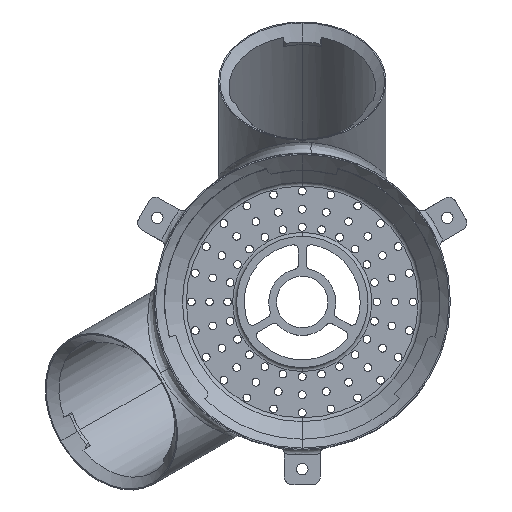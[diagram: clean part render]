
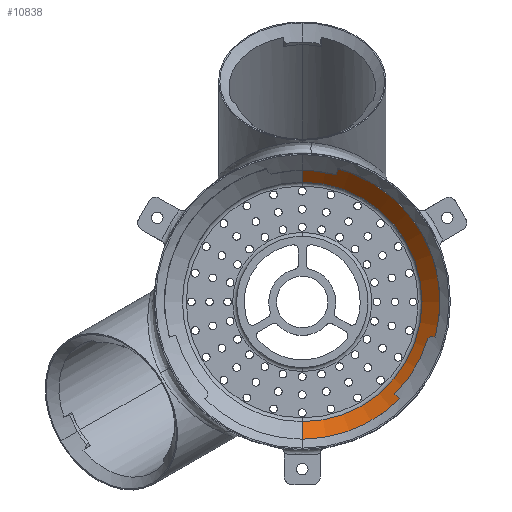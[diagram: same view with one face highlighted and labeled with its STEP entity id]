
A CAD part, top view. The second image highlights one B-rep face of the part: STEP entity #10838.
In plain terms, the highlighted conical face has half-angle 45 degrees and reference radius 53.5 mm.
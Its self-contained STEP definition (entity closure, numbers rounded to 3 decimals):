
#424 = CONICAL_SURFACE ( 'NONE', #9771, 53.5, 0.785 ) ;
#911 = ORIENTED_EDGE ( 'NONE', *, *, #13588, .F. ) ;
#1044 = CARTESIAN_POINT ( 'NONE',  ( 0., 46.5, 11. ) ) ;
#1496 = VERTEX_POINT ( 'NONE', #13938 ) ;
#2526 = LINE ( 'NONE', #14225, #8865 ) ;
#2805 = ORIENTED_EDGE ( 'NONE', *, *, #6164, .F. ) ;
#3541 = ORIENTED_EDGE ( 'NONE', *, *, #13976, .T. ) ;
#3806 = AXIS2_PLACEMENT_3D ( 'NONE', #9590, #13204, #4777 ) ;
#4412 = CARTESIAN_POINT ( 'NONE',  ( 0., 0., 18. ) ) ;
#4777 = DIRECTION ( 'NONE',  ( 0., 1., 0. ) ) ;
#4900 = DIRECTION ( 'NONE',  ( 0., 0.707, 0.707 ) ) ;
#5668 = FACE_OUTER_BOUND ( 'NONE', #6630, .T. ) ;
#6164 = EDGE_CURVE ( 'NONE', #1496, #11463, #9145, .T. ) ;
#6630 = EDGE_LOOP ( 'NONE', ( #911, #11769, #3541, #2805 ) ) ;
#7031 = CIRCLE ( 'NONE', #9875, 46.5 ) ;
#7082 = DIRECTION ( 'NONE',  ( 0., -1., 0. ) ) ;
#7615 = DIRECTION ( 'NONE',  ( 0., 0., -1. ) ) ;
#8147 = VERTEX_POINT ( 'NONE', #14516 ) ;
#8754 = DIRECTION ( 'NONE',  ( 0., 1., 0. ) ) ;
#8865 = VECTOR ( 'NONE', #4900, 1000. ) ;
#9145 = CIRCLE ( 'NONE', #3806, 53.5 ) ;
#9425 = DIRECTION ( 'NONE',  ( 0., -0.707, 0.707 ) ) ;
#9590 = CARTESIAN_POINT ( 'NONE',  ( 0., 0., 18. ) ) ;
#9771 = AXIS2_PLACEMENT_3D ( 'NONE', #4412, #13038, #7082 ) ;
#9875 = AXIS2_PLACEMENT_3D ( 'NONE', #14637, #7615, #8754 ) ;
#10838 = ADVANCED_FACE ( 'NONE', ( #5668 ), #424, .F. ) ;
#11463 = VERTEX_POINT ( 'NONE', #12634 ) ;
#11477 = VECTOR ( 'NONE', #9425, 1000. ) ;
#11769 = ORIENTED_EDGE ( 'NONE', *, *, #13737, .T. ) ;
#12324 = VERTEX_POINT ( 'NONE', #1044 ) ;
#12634 = CARTESIAN_POINT ( 'NONE',  ( 0., -53.5, 18. ) ) ;
#13031 = CARTESIAN_POINT ( 'NONE',  ( 0., -53.5, 18. ) ) ;
#13038 = DIRECTION ( 'NONE',  ( 0., 0., 1. ) ) ;
#13204 = DIRECTION ( 'NONE',  ( 0., 0., -1. ) ) ;
#13588 = EDGE_CURVE ( 'NONE', #12324, #1496, #2526, .T. ) ;
#13737 = EDGE_CURVE ( 'NONE', #12324, #8147, #7031, .T. ) ;
#13938 = CARTESIAN_POINT ( 'NONE',  ( 0., 53.5, 18. ) ) ;
#13976 = EDGE_CURVE ( 'NONE', #8147, #11463, #14603, .T. ) ;
#14225 = CARTESIAN_POINT ( 'NONE',  ( 0., 53.5, 18. ) ) ;
#14516 = CARTESIAN_POINT ( 'NONE',  ( 0., -46.5, 11. ) ) ;
#14603 = LINE ( 'NONE', #13031, #11477 ) ;
#14637 = CARTESIAN_POINT ( 'NONE',  ( 0., 0., 11. ) ) ;
